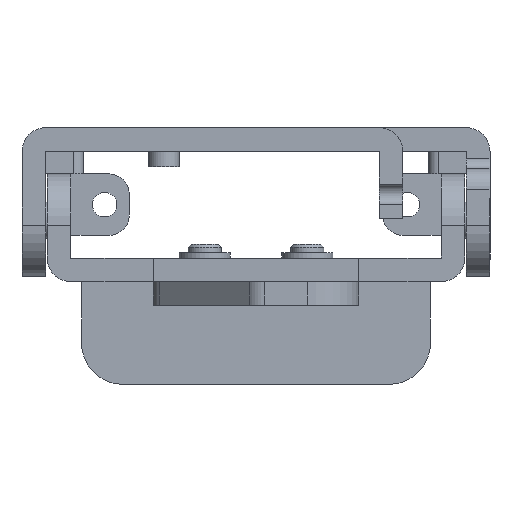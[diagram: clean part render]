
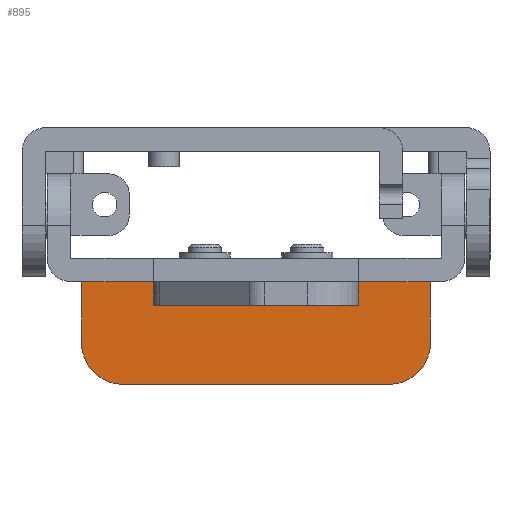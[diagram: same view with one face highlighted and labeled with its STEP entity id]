
A CAD part, left-side view. The second image highlights one B-rep face of the part: STEP entity #895.
In plain terms, the highlighted face is planar.
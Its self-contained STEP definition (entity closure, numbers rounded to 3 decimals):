
#23 = AXIS2_PLACEMENT_3D ( 'NONE', #1979, #5975, #6707 ) ;
#72 = VERTEX_POINT ( 'NONE', #572 ) ;
#137 = DIRECTION ( 'NONE',  ( 0., 0., 1. ) ) ;
#158 = LINE ( 'NONE', #2026, #1116 ) ;
#182 = EDGE_CURVE ( 'NONE', #8382, #72, #7084, .T. ) ;
#414 = EDGE_CURVE ( 'NONE', #4552, #7031, #8250, .T. ) ;
#572 = CARTESIAN_POINT ( 'NONE',  ( -21., -17., 6. ) ) ;
#616 = VECTOR ( 'NONE', #7975, 1000. ) ;
#720 = FACE_OUTER_BOUND ( 'NONE', #7995, .T. ) ;
#895 = ADVANCED_FACE ( 'NONE', ( #720 ), #3746, .F. ) ;
#973 = ORIENTED_EDGE ( 'NONE', *, *, #5939, .F. ) ;
#1116 = VECTOR ( 'NONE', #7476, 1000. ) ;
#1156 = CARTESIAN_POINT ( 'NONE',  ( -21., 17., 0. ) ) ;
#1168 = EDGE_CURVE ( 'NONE', #2935, #7031, #6962, .T. ) ;
#1234 = VECTOR ( 'NONE', #5864, 1000. ) ;
#1414 = AXIS2_PLACEMENT_3D ( 'NONE', #5124, #3793, #4471 ) ;
#1480 = VECTOR ( 'NONE', #137, 1000. ) ;
#1979 = CARTESIAN_POINT ( 'NONE',  ( -21., 13., 6. ) ) ;
#2026 = CARTESIAN_POINT ( 'NONE',  ( -21., 17., -2.3 ) ) ;
#2624 = EDGE_CURVE ( 'NONE', #4552, #72, #5490, .T. ) ;
#2935 = VERTEX_POINT ( 'NONE', #6828 ) ;
#2989 = CARTESIAN_POINT ( 'NONE',  ( -21., 13., 10. ) ) ;
#3333 = AXIS2_PLACEMENT_3D ( 'NONE', #7832, #4598, #3915 ) ;
#3492 = ORIENTED_EDGE ( 'NONE', *, *, #1168, .T. ) ;
#3640 = ORIENTED_EDGE ( 'NONE', *, *, #6835, .F. ) ;
#3746 = PLANE ( 'NONE',  #1414 ) ;
#3793 = DIRECTION ( 'NONE',  ( -1., 0., 0. ) ) ;
#3915 = DIRECTION ( 'NONE',  ( 0., 0., 1. ) ) ;
#4471 = DIRECTION ( 'NONE',  ( 0., 0., 1. ) ) ;
#4552 = VERTEX_POINT ( 'NONE', #6431 ) ;
#4583 = CARTESIAN_POINT ( 'NONE',  ( -21., 17., 10. ) ) ;
#4598 = DIRECTION ( 'NONE',  ( 1., 0., 0. ) ) ;
#4752 = ORIENTED_EDGE ( 'NONE', *, *, #2624, .T. ) ;
#5124 = CARTESIAN_POINT ( 'NONE',  ( -21., 0., 0. ) ) ;
#5314 = CARTESIAN_POINT ( 'NONE',  ( -21., -17., 0. ) ) ;
#5490 = CIRCLE ( 'NONE', #3333, 4. ) ;
#5574 = CARTESIAN_POINT ( 'NONE',  ( -21., 17., 0. ) ) ;
#5633 = CARTESIAN_POINT ( 'NONE',  ( -21., -17., -2.3 ) ) ;
#5864 = DIRECTION ( 'NONE',  ( 0., -1., 0. ) ) ;
#5939 = EDGE_CURVE ( 'NONE', #6990, #8382, #7271, .T. ) ;
#5975 = DIRECTION ( 'NONE',  ( 1., 0., 0. ) ) ;
#6431 = CARTESIAN_POINT ( 'NONE',  ( -21., -13., 10. ) ) ;
#6707 = DIRECTION ( 'NONE',  ( 0., 0., 1. ) ) ;
#6828 = CARTESIAN_POINT ( 'NONE',  ( -21., 17., 6. ) ) ;
#6835 = EDGE_CURVE ( 'NONE', #2935, #6990, #158, .T. ) ;
#6962 = CIRCLE ( 'NONE', #23, 4. ) ;
#6990 = VERTEX_POINT ( 'NONE', #5574 ) ;
#7031 = VERTEX_POINT ( 'NONE', #2989 ) ;
#7084 = LINE ( 'NONE', #5633, #1480 ) ;
#7271 = LINE ( 'NONE', #1156, #1234 ) ;
#7476 = DIRECTION ( 'NONE',  ( 0., 0., -1. ) ) ;
#7550 = ORIENTED_EDGE ( 'NONE', *, *, #182, .F. ) ;
#7832 = CARTESIAN_POINT ( 'NONE',  ( -21., -13., 6. ) ) ;
#7975 = DIRECTION ( 'NONE',  ( 0., 1., 0. ) ) ;
#7995 = EDGE_LOOP ( 'NONE', ( #8439, #4752, #7550, #973, #3640, #3492 ) ) ;
#8250 = LINE ( 'NONE', #4583, #616 ) ;
#8382 = VERTEX_POINT ( 'NONE', #5314 ) ;
#8439 = ORIENTED_EDGE ( 'NONE', *, *, #414, .F. ) ;
